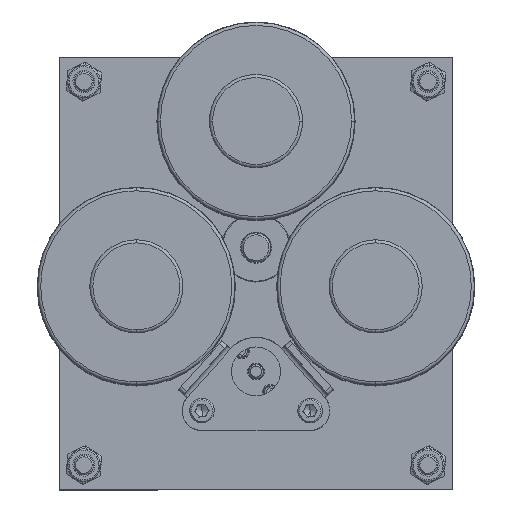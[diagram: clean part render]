
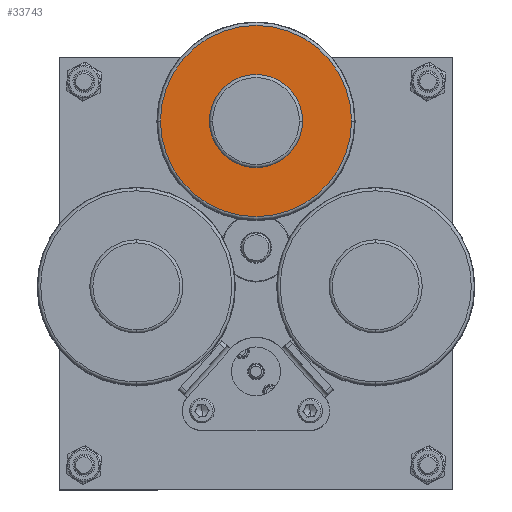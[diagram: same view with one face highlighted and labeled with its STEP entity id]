
A CAD part, top view. The second image highlights one B-rep face of the part: STEP entity #33743.
In plain terms, the highlighted face is planar.
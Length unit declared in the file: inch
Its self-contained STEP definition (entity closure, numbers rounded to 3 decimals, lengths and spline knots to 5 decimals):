
#2353 = AXIS2_PLACEMENT_3D ( 'NONE', #14699, #40130, #18392 ) ;
#2575 = DIRECTION ( 'NONE',  ( -1., 0., 0. ) ) ;
#3022 = VERTEX_POINT ( 'NONE', #19224 ) ;
#3885 = ORIENTED_EDGE ( 'NONE', *, *, #12812, .T. ) ;
#5284 = EDGE_LOOP ( 'NONE', ( #28572, #3885 ) ) ;
#6583 = AXIS2_PLACEMENT_3D ( 'NONE', #39506, #17749, #43167 ) ;
#7253 = VERTEX_POINT ( 'NONE', #44153 ) ;
#7295 = AXIS2_PLACEMENT_3D ( 'NONE', #46195, #24464, #2575 ) ;
#8941 = CIRCLE ( 'NONE', #46146, 0.592 ) ;
#9552 = CARTESIAN_POINT ( 'NONE',  ( 1.4, 4.303, -3.762 ) ) ;
#9870 = EDGE_CURVE ( 'NONE', #26773, #17036, #8941, .T. ) ;
#9921 = EDGE_LOOP ( 'NONE', ( #39122, #33498 ) ) ;
#12812 = EDGE_CURVE ( 'NONE', #3022, #7253, #28676, .T. ) ;
#12876 = CIRCLE ( 'NONE', #7295, 1.21563 ) ;
#13287 = DIRECTION ( 'NONE',  ( -1., 0., 0. ) ) ;
#14699 = CARTESIAN_POINT ( 'NONE',  ( 1.4, 4.303, -3.762 ) ) ;
#17036 = VERTEX_POINT ( 'NONE', #28964 ) ;
#17471 = AXIS2_PLACEMENT_3D ( 'NONE', #9552, #35053, #13287 ) ;
#17749 = DIRECTION ( 'NONE',  ( 0., 0., -1. ) ) ;
#18392 = DIRECTION ( 'NONE',  ( -1., 0., 0. ) ) ;
#19224 = CARTESIAN_POINT ( 'NONE',  ( 2.61563, 4.303, -3.762 ) ) ;
#19932 = DIRECTION ( 'NONE',  ( 0., 0., -1. ) ) ;
#21282 = FACE_OUTER_BOUND ( 'NONE', #5284, .T. ) ;
#22585 = EDGE_CURVE ( 'NONE', #7253, #3022, #12876, .T. ) ;
#24464 = DIRECTION ( 'NONE',  ( 0., 0., -1. ) ) ;
#25114 = CARTESIAN_POINT ( 'NONE',  ( 0.808, 4.303, -3.762 ) ) ;
#26773 = VERTEX_POINT ( 'NONE', #25114 ) ;
#28572 = ORIENTED_EDGE ( 'NONE', *, *, #22585, .T. ) ;
#28676 = CIRCLE ( 'NONE', #2353, 1.21563 ) ;
#28964 = CARTESIAN_POINT ( 'NONE',  ( 1.992, 4.303, -3.762 ) ) ;
#33498 = ORIENTED_EDGE ( 'NONE', *, *, #9870, .F. ) ;
#33743 = ADVANCED_FACE ( 'NONE', ( #21282, #41681 ), #43003, .T. ) ;
#35053 = DIRECTION ( 'NONE',  ( 0., 0., -1. ) ) ;
#38654 = CIRCLE ( 'NONE', #17471, 0.592 ) ;
#39122 = ORIENTED_EDGE ( 'NONE', *, *, #47012, .F. ) ;
#39506 = CARTESIAN_POINT ( 'NONE',  ( 1.4, 4.303, -3.762 ) ) ;
#40130 = DIRECTION ( 'NONE',  ( 0., 0., -1. ) ) ;
#41673 = CARTESIAN_POINT ( 'NONE',  ( 1.4, 4.303, -3.762 ) ) ;
#41681 = FACE_BOUND ( 'NONE', #9921, .T. ) ;
#43003 = PLANE ( 'NONE',  #6583 ) ;
#43167 = DIRECTION ( 'NONE',  ( -1., 0., 0. ) ) ;
#44153 = CARTESIAN_POINT ( 'NONE',  ( 0.18437, 4.303, -3.762 ) ) ;
#45364 = DIRECTION ( 'NONE',  ( -1., 0., 0. ) ) ;
#46146 = AXIS2_PLACEMENT_3D ( 'NONE', #41673, #19932, #45364 ) ;
#46195 = CARTESIAN_POINT ( 'NONE',  ( 1.4, 4.303, -3.762 ) ) ;
#47012 = EDGE_CURVE ( 'NONE', #17036, #26773, #38654, .T. ) ;
